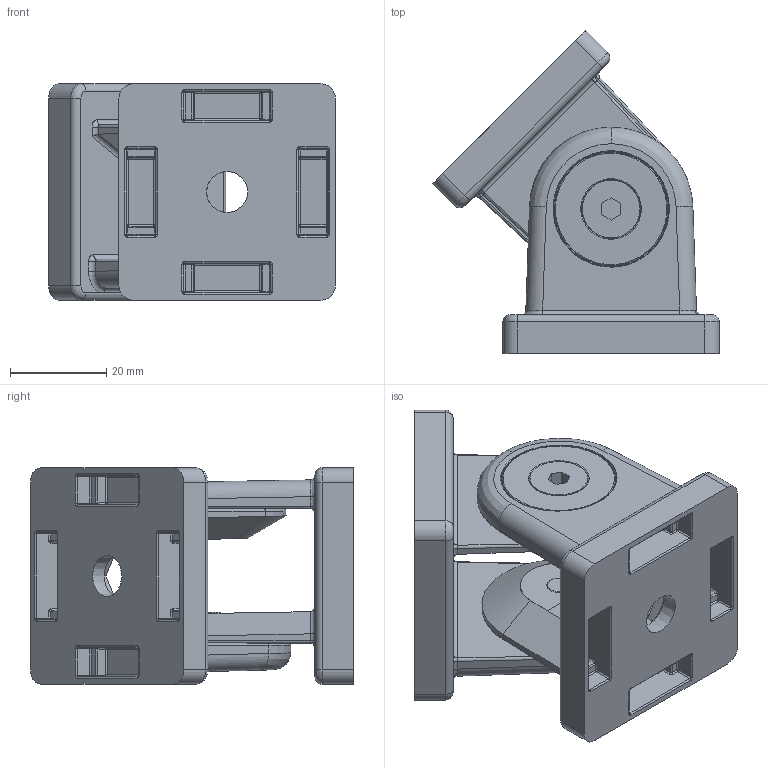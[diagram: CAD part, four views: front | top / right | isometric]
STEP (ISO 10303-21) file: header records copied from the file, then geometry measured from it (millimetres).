
FILE_DESCRIPTION(/* description */ (''),/* implementation_level */ '2;1');
FILE_NAME(/* name */ '324545.1.stp',/* time_stamp */ '2019-11-02T10:12:03+01:00',/* author */ ('Spacek'),/* organization */ ('Alutec K&K'),/* preprocessor_version */ 'ST-DEVELOPER v17',/* originating_system */ 'Autodesk Inventor 2018',/* authorisation */ '');
FILE_SCHEMA (('AUTOMOTIVE_DESIGN { 1 0 10303 214 3 1 1 }'));
Length unit declared in the file: millimetre
Products named in the file (6): 324545.1; 093gr12_093 g r12; 093g40r11_093 g 45 r11; 093gr12_093 g r13; 4din7991m0612ms01_4 din 7991 m0612m s01; 093gr06_093gr06
Assembly tree (11 placements, depth 2):
  324545.1
    093gr12_093 g r13  x2
    093gr12_093 g r12  x2
    093g40r11_093 g 45 r11  x2
    093gr06_093gr06  x3
    4din7991m0612ms01_4 din 7991 m0612m s01  x2
Bounding box: 59.62 x 67.12 x 45 mm (x, y, z)
Volume: 51913.7 mm3; surface area: 30821.4 mm2
Topology: 11 solids, 11 shells, 1198 faces, 2832 edges, 1558 vertices
Faces by surface type: cylinder 432, plane 266, bspline 164, torus 154, sphere 128, cone 54
Full cylindrical faces by diameter (mm): 2 x4, 5 x2, 6 x2, 6.4 x4, 12 x2, 12.2 x2, 13 x2, 16 x2, 16.2 x3, 23.6 x4, 24 x2, 25.8 x3, 26 x2
Entity records: 20972 total; most frequent: CARTESIAN_POINT 7826, DIRECTION 2888, ORIENTED_EDGE 2640, EDGE_CURVE 1320, AXIS2_PLACEMENT_3D 1209, VERTEX_POINT 758, CIRCLE 657, EDGE_LOOP 612
